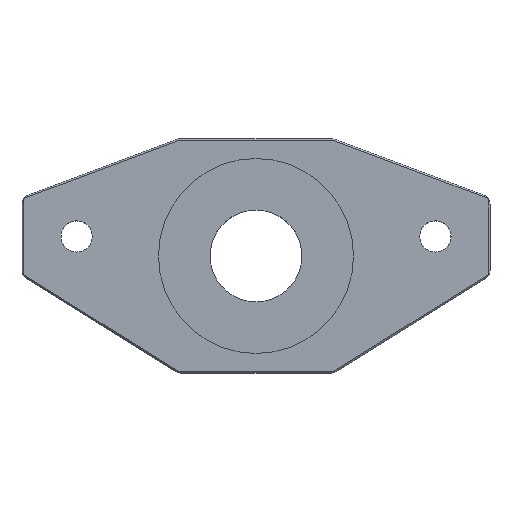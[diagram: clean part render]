
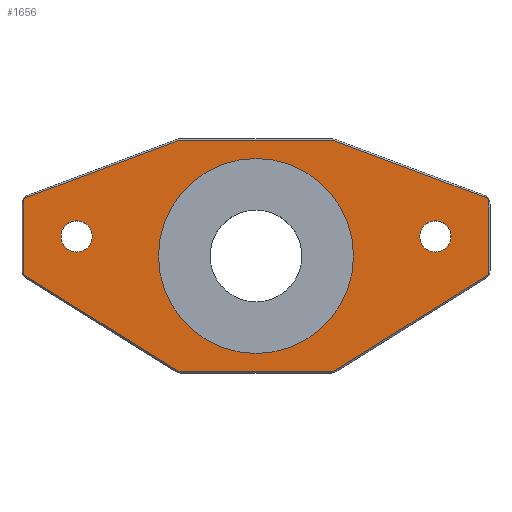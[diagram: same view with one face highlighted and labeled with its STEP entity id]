
A CAD part, top view. The second image highlights one B-rep face of the part: STEP entity #1656.
In plain terms, the highlighted planar face has unit normal (0, 0, 1).
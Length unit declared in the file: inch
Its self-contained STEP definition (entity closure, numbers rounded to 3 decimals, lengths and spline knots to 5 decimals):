
#5 = FACE_BOUND ( 'NONE', #1540, .T. ) ;
#15 = CARTESIAN_POINT ( 'NONE',  ( 0.46179, 6.78741, 4.83054 ) ) ;
#30 = CIRCLE ( 'NONE', #409, 0.1 ) ;
#46 = VERTEX_POINT ( 'NONE', #1204 ) ;
#60 = FACE_BOUND ( 'NONE', #634, .T. ) ;
#74 = CARTESIAN_POINT ( 'NONE',  ( -2.51821, 6.40301, 4.83054 ) ) ;
#88 = DIRECTION ( 'NONE',  ( 0., 0., -1. ) ) ;
#119 = CARTESIAN_POINT ( 'NONE',  ( 1.47179, 5.29741, 4.83054 ) ) ;
#166 = CARTESIAN_POINT ( 'NONE',  ( 0.12179, 6.16241, 4.83054 ) ) ;
#168 = EDGE_CURVE ( 'NONE', #2019, #916, #1161, .T. ) ;
#174 = VERTEX_POINT ( 'NONE', #465 ) ;
#177 = CARTESIAN_POINT ( 'NONE',  ( -2.17821, 6.06241, 4.83054 ) ) ;
#245 = VERTEX_POINT ( 'NONE', #1184 ) ;
#251 = AXIS2_PLACEMENT_3D ( 'NONE', #689, #1785, #1025 ) ;
#302 = CARTESIAN_POINT ( 'NONE',  ( -1.5264, 6.77741, 4.83054 ) ) ;
#340 = EDGE_CURVE ( 'NONE', #1314, #924, #1558, .T. ) ;
#342 = ORIENTED_EDGE ( 'NONE', *, *, #976, .T. ) ;
#350 = EDGE_CURVE ( 'NONE', #1850, #1807, #30, .T. ) ;
#351 = CIRCLE ( 'NONE', #1143, 0.625 ) ;
#353 = LINE ( 'NONE', #2149, #2013 ) ;
#402 = LINE ( 'NONE', #15, #2157 ) ;
#409 = AXIS2_PLACEMENT_3D ( 'NONE', #166, #660, #1181 ) ;
#465 = CARTESIAN_POINT ( 'NONE',  ( -2.51821, 5.91796, 4.83054 ) ) ;
#467 = CIRCLE ( 'NONE', #1934, 0.0625 ) ;
#479 = CARTESIAN_POINT ( 'NONE',  ( 0.46649, 5.92089, 4.83054 ) ) ;
#485 = DIRECTION ( 'NONE',  ( -1., 0., 0. ) ) ;
#493 = DIRECTION ( 'NONE',  ( 0., 0., -1. ) ) ;
#507 = CARTESIAN_POINT ( 'NONE',  ( 1.47179, 6.77741, 4.83054 ) ) ;
#521 = FACE_BOUND ( 'NONE', #998, .T. ) ;
#530 = DIRECTION ( 'NONE',  ( -1., 0., 0. ) ) ;
#551 = EDGE_CURVE ( 'NONE', #916, #2061, #2194, .T. ) ;
#559 = EDGE_CURVE ( 'NONE', #2061, #1627, #1365, .T. ) ;
#560 = EDGE_CURVE ( 'NONE', #571, #1071, #402, .T. ) ;
#563 = EDGE_CURVE ( 'NONE', #1071, #1225, #467, .T. ) ;
#565 = CARTESIAN_POINT ( 'NONE',  ( 0.46179, 5.91796, 4.83054 ) ) ;
#571 = VERTEX_POINT ( 'NONE', #565 ) ;
#578 = DIRECTION ( 'NONE',  ( 0., 0., 1. ) ) ;
#591 = EDGE_CURVE ( 'NONE', #1627, #174, #1247, .T. ) ;
#607 = EDGE_CURVE ( 'NONE', #1225, #2019, #353, .T. ) ;
#616 = CARTESIAN_POINT ( 'NONE',  ( -0.53108, 5.29741, 4.83054 ) ) ;
#634 = EDGE_LOOP ( 'NONE', ( #874, #342 ) ) ;
#660 = DIRECTION ( 'NONE',  ( 0., 0., -1. ) ) ;
#677 = DIRECTION ( 'NONE',  ( 0., 1., 0. ) ) ;
#689 = CARTESIAN_POINT ( 'NONE',  ( -2.17821, 6.16241, 4.83054 ) ) ;
#726 = CARTESIAN_POINT ( 'NONE',  ( -0.53002, 6.77741, 4.83054 ) ) ;
#806 = CARTESIAN_POINT ( 'NONE',  ( 0.45947, 6.40635, 4.83054 ) ) ;
#815 = CARTESIAN_POINT ( 'NONE',  ( -1.02821, 6.03741, 4.83054 ) ) ;
#827 = DIRECTION ( 'NONE',  ( -1., 0., 0. ) ) ;
#835 = CARTESIAN_POINT ( 'NONE',  ( 1.47179, 6.78741, 4.83054 ) ) ;
#837 = ORIENTED_EDGE ( 'NONE', *, *, #560, .T. ) ;
#840 = DIRECTION ( 'NONE',  ( 0., 0., -1. ) ) ;
#850 = EDGE_CURVE ( 'NONE', #924, #1314, #1211, .T. ) ;
#855 = CARTESIAN_POINT ( 'NONE',  ( -2.17821, 6.16241, 4.83054 ) ) ;
#874 = ORIENTED_EDGE ( 'NONE', *, *, #1219, .T. ) ;
#890 = VERTEX_POINT ( 'NONE', #616 ) ;
#916 = VERTEX_POINT ( 'NONE', #302 ) ;
#924 = VERTEX_POINT ( 'NONE', #177 ) ;
#926 = ORIENTED_EDGE ( 'NONE', *, *, #850, .T. ) ;
#940 = DIRECTION ( 'NONE',  ( 0.848, -0.53, 0. ) ) ;
#961 = DIRECTION ( 'NONE',  ( 0., -1., 0. ) ) ;
#976 = EDGE_CURVE ( 'NONE', #46, #2114, #351, .T. ) ;
#998 = EDGE_LOOP ( 'NONE', ( #926, #1169 ) ) ;
#1002 = FACE_OUTER_BOUND ( 'NONE', #1124, .T. ) ;
#1009 = DIRECTION ( 'NONE',  ( -1., 0., 0. ) ) ;
#1025 = DIRECTION ( 'NONE',  ( -1., 0., 0. ) ) ;
#1067 = CIRCLE ( 'NONE', #1587, 0.1 ) ;
#1071 = VERTEX_POINT ( 'NONE', #1960 ) ;
#1086 = DIRECTION ( 'NONE',  ( 0., 0., 1. ) ) ;
#1105 = ORIENTED_EDGE ( 'NONE', *, *, #350, .T. ) ;
#1113 = VECTOR ( 'NONE', #485, 39.37008 ) ;
#1124 = EDGE_LOOP ( 'NONE', ( #837, #1492, #1951, #1928, #1549, #1744, #1761, #1332, #1472, #1554 ) ) ;
#1125 = CARTESIAN_POINT ( 'NONE',  ( -2.51821, 6.78741, 4.83054 ) ) ;
#1143 = AXIS2_PLACEMENT_3D ( 'NONE', #1433, #493, #530 ) ;
#1148 = CARTESIAN_POINT ( 'NONE',  ( 0.40929, 6.3691, 4.83054 ) ) ;
#1161 = LINE ( 'NONE', #507, #1113 ) ;
#1169 = ORIENTED_EDGE ( 'NONE', *, *, #340, .T. ) ;
#1181 = DIRECTION ( 'NONE',  ( -1., 0., 0. ) ) ;
#1184 = CARTESIAN_POINT ( 'NONE',  ( -1.52534, 5.29741, 4.83054 ) ) ;
#1199 = CARTESIAN_POINT ( 'NONE',  ( 0.12179, 6.16241, 4.83054 ) ) ;
#1204 = CARTESIAN_POINT ( 'NONE',  ( -0.40321, 6.03741, 4.83054 ) ) ;
#1211 = CIRCLE ( 'NONE', #1714, 0.1 ) ;
#1219 = EDGE_CURVE ( 'NONE', #2114, #46, #2073, .T. ) ;
#1225 = VERTEX_POINT ( 'NONE', #806 ) ;
#1247 = LINE ( 'NONE', #1125, #2055 ) ;
#1270 = CARTESIAN_POINT ( 'NONE',  ( -2.5159, 6.40635, 4.83054 ) ) ;
#1284 = CARTESIAN_POINT ( 'NONE',  ( -1.65321, 6.03741, 4.83054 ) ) ;
#1294 = LINE ( 'NONE', #1481, #1776 ) ;
#1314 = VERTEX_POINT ( 'NONE', #1399 ) ;
#1332 = ORIENTED_EDGE ( 'NONE', *, *, #1378, .T. ) ;
#1349 = AXIS2_PLACEMENT_3D ( 'NONE', #815, #2004, #1009 ) ;
#1352 = ORIENTED_EDGE ( 'NONE', *, *, #1639, .T. ) ;
#1365 = CIRCLE ( 'NONE', #1945, 0.0625 ) ;
#1378 = EDGE_CURVE ( 'NONE', #174, #245, #1294, .T. ) ;
#1380 = DIRECTION ( 'NONE',  ( -1., 0., 0. ) ) ;
#1399 = CARTESIAN_POINT ( 'NONE',  ( -2.17821, 6.26241, 4.83054 ) ) ;
#1410 = DIRECTION ( 'NONE',  ( 1., 0., 0. ) ) ;
#1433 = CARTESIAN_POINT ( 'NONE',  ( -1.02821, 6.03741, 4.83054 ) ) ;
#1436 = CARTESIAN_POINT ( 'NONE',  ( 0.12179, 6.26241, 4.83054 ) ) ;
#1472 = ORIENTED_EDGE ( 'NONE', *, *, #1681, .T. ) ;
#1478 = VECTOR ( 'NONE', #1849, 39.37008 ) ;
#1481 = CARTESIAN_POINT ( 'NONE',  ( -1.52291, 5.29589, 4.83054 ) ) ;
#1492 = ORIENTED_EDGE ( 'NONE', *, *, #563, .T. ) ;
#1538 = AXIS2_PLACEMENT_3D ( 'NONE', #835, #1999, #2021 ) ;
#1540 = EDGE_LOOP ( 'NONE', ( #1352, #1105 ) ) ;
#1549 = ORIENTED_EDGE ( 'NONE', *, *, #551, .T. ) ;
#1554 = ORIENTED_EDGE ( 'NONE', *, *, #1637, .T. ) ;
#1558 = CIRCLE ( 'NONE', #251, 0.1 ) ;
#1587 = AXIS2_PLACEMENT_3D ( 'NONE', #1199, #88, #1380 ) ;
#1627 = VERTEX_POINT ( 'NONE', #74 ) ;
#1637 = EDGE_CURVE ( 'NONE', #890, #571, #1888, .T. ) ;
#1639 = EDGE_CURVE ( 'NONE', #1807, #1850, #1067, .T. ) ;
#1656 = ADVANCED_FACE ( 'NONE', ( #1002, #5, #521, #60 ), #2016, .F. ) ;
#1681 = EDGE_CURVE ( 'NONE', #245, #890, #2161, .T. ) ;
#1714 = AXIS2_PLACEMENT_3D ( 'NONE', #855, #840, #827 ) ;
#1744 = ORIENTED_EDGE ( 'NONE', *, *, #559, .T. ) ;
#1761 = ORIENTED_EDGE ( 'NONE', *, *, #591, .T. ) ;
#1776 = VECTOR ( 'NONE', #940, 39.37008 ) ;
#1782 = VECTOR ( 'NONE', #1916, 39.37008 ) ;
#1785 = DIRECTION ( 'NONE',  ( 0., 0., -1. ) ) ;
#1790 = VECTOR ( 'NONE', #1410, 39.37008 ) ;
#1792 = DIRECTION ( 'NONE',  ( -1., 0., 0. ) ) ;
#1807 = VERTEX_POINT ( 'NONE', #1890 ) ;
#1849 = DIRECTION ( 'NONE',  ( 0.848, 0.53, 0. ) ) ;
#1850 = VERTEX_POINT ( 'NONE', #1436 ) ;
#1888 = LINE ( 'NONE', #479, #1478 ) ;
#1890 = CARTESIAN_POINT ( 'NONE',  ( 0.12179, 6.06241, 4.83054 ) ) ;
#1916 = DIRECTION ( 'NONE',  ( -0.936, -0.351, 0. ) ) ;
#1928 = ORIENTED_EDGE ( 'NONE', *, *, #168, .T. ) ;
#1934 = AXIS2_PLACEMENT_3D ( 'NONE', #1148, #578, #2153 ) ;
#1935 = CARTESIAN_POINT ( 'NONE',  ( -2.46571, 6.3691, 4.83054 ) ) ;
#1945 = AXIS2_PLACEMENT_3D ( 'NONE', #1935, #1086, #1792 ) ;
#1951 = ORIENTED_EDGE ( 'NONE', *, *, #607, .T. ) ;
#1960 = CARTESIAN_POINT ( 'NONE',  ( 0.46179, 6.40301, 4.83054 ) ) ;
#1999 = DIRECTION ( 'NONE',  ( 0., 0., -1. ) ) ;
#2004 = DIRECTION ( 'NONE',  ( 0., 0., -1. ) ) ;
#2013 = VECTOR ( 'NONE', #2125, 39.37008 ) ;
#2016 = PLANE ( 'NONE',  #1538 ) ;
#2019 = VERTEX_POINT ( 'NONE', #726 ) ;
#2020 = CARTESIAN_POINT ( 'NONE',  ( -2.5247, 6.40305, 4.83054 ) ) ;
#2021 = DIRECTION ( 'NONE',  ( -1., 0., 0. ) ) ;
#2055 = VECTOR ( 'NONE', #961, 39.37008 ) ;
#2061 = VERTEX_POINT ( 'NONE', #1270 ) ;
#2073 = CIRCLE ( 'NONE', #1349, 0.625 ) ;
#2114 = VERTEX_POINT ( 'NONE', #1284 ) ;
#2125 = DIRECTION ( 'NONE',  ( -0.936, 0.351, 0. ) ) ;
#2149 = CARTESIAN_POINT ( 'NONE',  ( -0.53172, 6.77805, 4.83054 ) ) ;
#2153 = DIRECTION ( 'NONE',  ( -1., 0., 0. ) ) ;
#2157 = VECTOR ( 'NONE', #677, 39.37008 ) ;
#2161 = LINE ( 'NONE', #119, #1790 ) ;
#2194 = LINE ( 'NONE', #2020, #1782 ) ;
